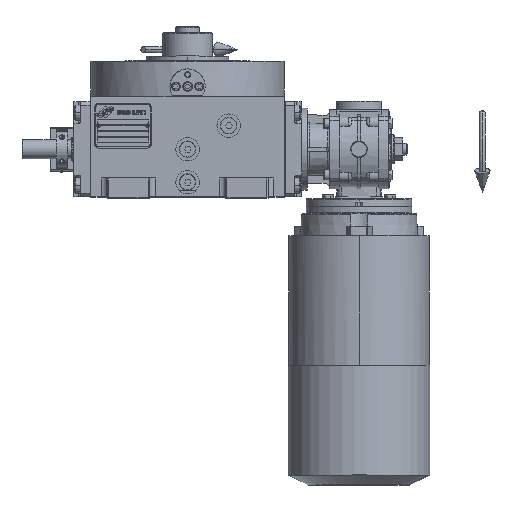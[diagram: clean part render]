
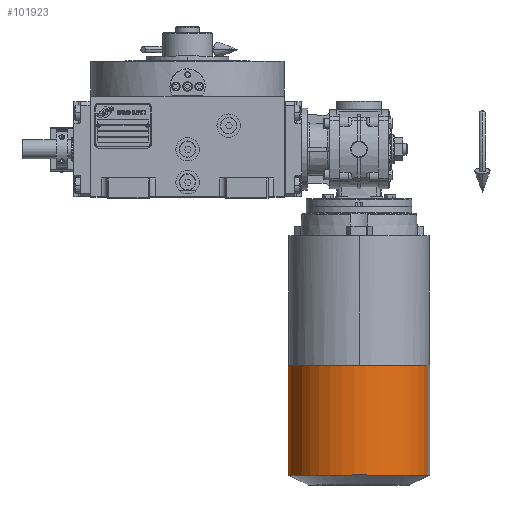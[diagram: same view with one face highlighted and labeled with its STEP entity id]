
A CAD part, top view. The second image highlights one B-rep face of the part: STEP entity #101923.
In plain terms, the highlighted cylindrical face has radius 60.5 mm (diameter 121 mm), a partial arc.
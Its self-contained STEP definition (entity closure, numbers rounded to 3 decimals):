
#612 = CIRCLE ( 'NONE', #61906, 60.5 ) ;
#7033 = VECTOR ( 'NONE', #86644, 1000. ) ;
#7912 = DIRECTION ( 'NONE',  ( -1., 0., 0. ) ) ;
#14945 = AXIS2_PLACEMENT_3D ( 'NONE', #75345, #7912, #25422 ) ;
#19731 = LINE ( 'NONE', #53749, #7033 ) ;
#22136 = ORIENTED_EDGE ( 'NONE', *, *, #96593, .T. ) ;
#22740 = ORIENTED_EDGE ( 'NONE', *, *, #34005, .F. ) ;
#24613 = FACE_OUTER_BOUND ( 'NONE', #58126, .T. ) ;
#25422 = DIRECTION ( 'NONE',  ( 0., -0.242, -0.97 ) ) ;
#27447 = VERTEX_POINT ( 'NONE', #49628 ) ;
#29411 = ORIENTED_EDGE ( 'NONE', *, *, #61133, .T. ) ;
#34005 = EDGE_CURVE ( 'NONE', #27447, #97252, #104494, .T. ) ;
#40806 = AXIS2_PLACEMENT_3D ( 'NONE', #97580, #73448, #81704 ) ;
#44338 = EDGE_CURVE ( 'NONE', #93294, #104050, #612, .T. ) ;
#48376 = DIRECTION ( 'NONE',  ( 0., 0.242, 0.97 ) ) ;
#49628 = CARTESIAN_POINT ( 'NONE',  ( -158.212, -20.922, -58.703 ) ) ;
#53749 = CARTESIAN_POINT ( 'NONE',  ( -158.212, -20.922, -58.703 ) ) ;
#54242 = VECTOR ( 'NONE', #87806, 1000. ) ;
#58126 = EDGE_LOOP ( 'NONE', ( #108120, #29411, #22740, #22136 ) ) ;
#61133 = EDGE_CURVE ( 'NONE', #93294, #97252, #77996, .T. ) ;
#61906 = AXIS2_PLACEMENT_3D ( 'NONE', #65420, #100869, #48376 ) ;
#62093 = CARTESIAN_POINT ( 'NONE',  ( -64.811, 8.35, 58.703 ) ) ;
#65420 = CARTESIAN_POINT ( 'NONE',  ( -64.811, -6.286, 0. ) ) ;
#65669 = CARTESIAN_POINT ( 'NONE',  ( -158.212, 8.35, 58.703 ) ) ;
#66330 = CYLINDRICAL_SURFACE ( 'NONE', #40806, 60.5 ) ;
#73448 = DIRECTION ( 'NONE',  ( -1., 0., 0. ) ) ;
#75345 = CARTESIAN_POINT ( 'NONE',  ( -158.212, -6.286, 0. ) ) ;
#77996 = LINE ( 'NONE', #62093, #54242 ) ;
#81704 = DIRECTION ( 'NONE',  ( 0., 0.242, 0.97 ) ) ;
#86644 = DIRECTION ( 'NONE',  ( 1., 0., 0. ) ) ;
#87806 = DIRECTION ( 'NONE',  ( -1., 0., 0. ) ) ;
#93294 = VERTEX_POINT ( 'NONE', #99843 ) ;
#96593 = EDGE_CURVE ( 'NONE', #27447, #104050, #19731, .T. ) ;
#97252 = VERTEX_POINT ( 'NONE', #65669 ) ;
#97580 = CARTESIAN_POINT ( 'NONE',  ( -26.951, -6.286, 0. ) ) ;
#99843 = CARTESIAN_POINT ( 'NONE',  ( -64.811, 8.35, 58.703 ) ) ;
#100869 = DIRECTION ( 'NONE',  ( 1., 0., 0. ) ) ;
#101923 = ADVANCED_FACE ( 'NONE', ( #24613 ), #66330, .T. ) ;
#104050 = VERTEX_POINT ( 'NONE', #107040 ) ;
#104494 = CIRCLE ( 'NONE', #14945, 60.5 ) ;
#107040 = CARTESIAN_POINT ( 'NONE',  ( -64.811, -20.922, -58.703 ) ) ;
#108120 = ORIENTED_EDGE ( 'NONE', *, *, #44338, .F. ) ;
